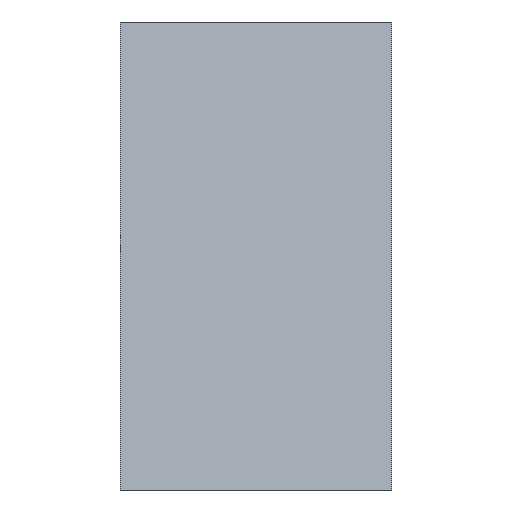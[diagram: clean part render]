
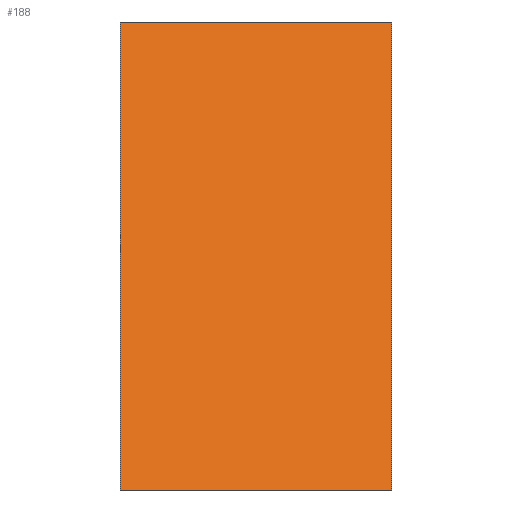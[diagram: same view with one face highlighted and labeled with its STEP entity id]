
A CAD part, left-side view. The second image highlights one B-rep face of the part: STEP entity #188.
In plain terms, the highlighted planar face has unit normal (-0.94, 0, 0.342).
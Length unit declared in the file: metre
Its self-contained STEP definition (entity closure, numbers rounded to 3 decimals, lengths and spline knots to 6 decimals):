
#32=ORIENTED_EDGE('',*,*,#77,.T.);
#33=ORIENTED_EDGE('',*,*,#78,.F.);
#34=ORIENTED_EDGE('',*,*,#79,.F.);
#35=ORIENTED_EDGE('',*,*,#75,.T.);
#75=EDGE_CURVE('',#97,#96,#115,.T.);
#77=EDGE_CURVE('',#96,#98,#117,.T.);
#78=EDGE_CURVE('',#99,#98,#118,.T.);
#79=EDGE_CURVE('',#97,#99,#119,.T.);
#96=VERTEX_POINT('',#299);
#97=VERTEX_POINT('',#301);
#98=VERTEX_POINT('',#305);
#99=VERTEX_POINT('',#307);
#115=LINE('',#300,#139);
#117=LINE('',#304,#141);
#118=LINE('',#306,#142);
#119=LINE('',#308,#143);
#139=VECTOR('',#245,1.);
#141=VECTOR('',#249,1.);
#142=VECTOR('',#250,1.);
#143=VECTOR('',#251,1.);
#153=EDGE_LOOP('',(#32,#33,#34,#35));
#165=FACE_BOUND('',#153,.T.);
#177=PLANE('',#212);
#188=ADVANCED_FACE('',(#165),#177,.F.);
#212=AXIS2_PLACEMENT_3D('',#303,#247,#248);
#245=DIRECTION('',(0.,1.,0.));
#247=DIRECTION('',(0.94,0.,-0.342));
#248=DIRECTION('',(-0.342,0.,-0.94));
#249=DIRECTION('',(-0.342,0.,-0.94));
#250=DIRECTION('',(0.,1.,0.));
#251=DIRECTION('',(-0.342,0.,-0.94));
#299=CARTESIAN_POINT('',(-0.015661,0.0127,0.109185));
#300=CARTESIAN_POINT('',(-0.015661,-0.0127,0.109185));
#301=CARTESIAN_POINT('',(-0.015661,-0.0127,0.109185));
#303=CARTESIAN_POINT('',(-0.02363,-0.0127,0.08729));
#304=CARTESIAN_POINT('',(-0.02363,0.0127,0.08729));
#305=CARTESIAN_POINT('',(-0.031599,0.0127,0.065395));
#306=CARTESIAN_POINT('',(-0.031599,-0.0127,0.065395));
#307=CARTESIAN_POINT('',(-0.031599,-0.0127,0.065395));
#308=CARTESIAN_POINT('',(-0.02363,-0.0127,0.08729));
